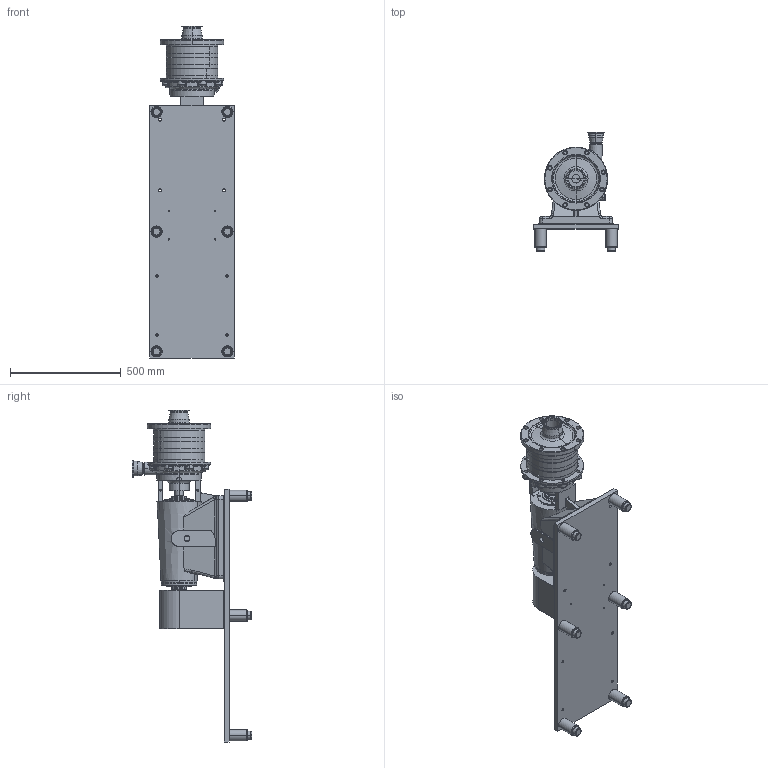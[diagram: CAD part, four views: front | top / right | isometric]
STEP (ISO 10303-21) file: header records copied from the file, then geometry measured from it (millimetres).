
FILE_DESCRIPTION (( 'STEP AP214' ), '1' );
FILE_NAME ('FM342 3 X 2.5 CLAMP 326TS ADJ LEGS.STEP', '2023-10-11T15:34:10', ( '' ), ( '' ), 'SwSTEP 2.0', 'SolidWorks 2023', '' );
FILE_SCHEMA (( 'AUTOMOTIVE_DESIGN' ));
Length unit declared in the file: millimetre
Products named in the file (6): 1235000035; FM342 3 X 2.5 CLAMP 326TS ADJ LEGS; 1713000953; 1713000012_large leg; 1165000029; 1275000305 3 X 2.5 CLAMP_3 X 2.5 CLAMP
Assembly tree (10 placements, depth 2):
  FM342 3 X 2.5 CLAMP 326TS ADJ LEGS
    1713000953
    1235000035
    1713000012_large leg  x6
    1165000029
    1275000305 3 X 2.5 CLAMP_3 X 2.5 CLAMP
Bounding box: 381 x 539.02 x 1501.2 mm (x, y, z)
Volume: 11636524.2 mm3; surface area: 3039454.8 mm2
Topology: 9 solids, 27 shells, 867 faces, 2232 edges, 1392 vertices
Faces by surface type: cylinder 350, plane 192, torus 139, cone 106, bspline 77, sphere 3
Entity records: 32742 total; most frequent: CARTESIAN_POINT 12598, DIRECTION 4411, ORIENTED_EDGE 3981, EDGE_CURVE 2116, AXIS2_PLACEMENT_3D 1829, VERTEX_POINT 1332, CIRCLE 1080, EDGE_LOOP 957
